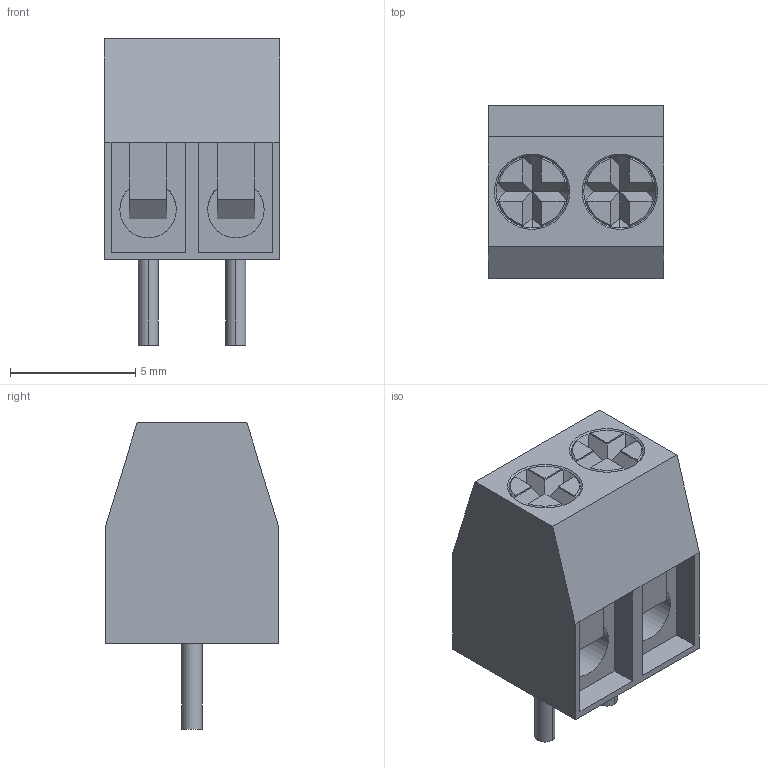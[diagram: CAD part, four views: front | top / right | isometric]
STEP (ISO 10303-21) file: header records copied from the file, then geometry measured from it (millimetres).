
FILE_DESCRIPTION(('FreeCAD Model'),'2;1');
FILE_NAME( '2PinScrewTerm.step', '2020-12-04T03:12:41',('kicad StepUp'),('ksu MCAD'), 'Open CASCADE STEP processor 7.3','FreeCAD','Unknown');
FILE_SCHEMA(('AUTOMOTIVE_DESIGN { 1 0 10303 214 1 1 1 1 }'));
Length unit declared in the file: millimetre
Products named in the file (1): 2PinScrewTerm
Bounding box: 7 x 6.9 x 12.2 mm (x, y, z)
Volume: 328.8 mm3; surface area: 477.6 mm2
Topology: 1 solids, 1 shells, 110 faces, 254 edges, 150 vertices
Faces by surface type: plane 78, cone 22, cylinder 10
Entity records: 3845 total; most frequent: CARTESIAN_POINT 611, ORIENTED_EDGE 508, DIRECTION 500, EDGE_CURVE 254, AXIS2_PLACEMENT_3D 167, LINE 166, VECTOR 166, VERTEX_POINT 150
